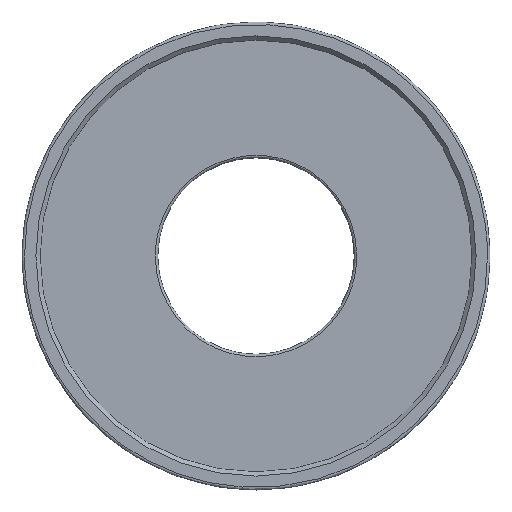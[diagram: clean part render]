
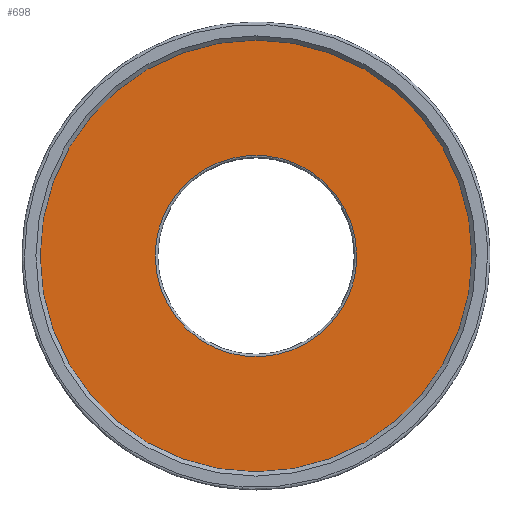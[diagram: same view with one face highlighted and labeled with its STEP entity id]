
A CAD part, top view. The second image highlights one B-rep face of the part: STEP entity #698.
In plain terms, the highlighted planar face has unit normal (0, 0, 1).
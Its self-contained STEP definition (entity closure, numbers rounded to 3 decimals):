
#17 = DIRECTION ( 'NONE',  ( 1., 0., 0. ) ) ;
#20 = FACE_BOUND ( 'NONE', #492, .T. ) ;
#46 = EDGE_CURVE ( 'NONE', #315, #252, #668, .T. ) ;
#67 = CARTESIAN_POINT ( 'NONE',  ( 12.05, 0., 3.8 ) ) ;
#104 = EDGE_CURVE ( 'NONE', #936, #936, #871, .T. ) ;
#216 = CARTESIAN_POINT ( 'NONE',  ( 12.05, 0., 3.8 ) ) ;
#221 = EDGE_CURVE ( 'NONE', #252, #315, #700, .T. ) ;
#226 = AXIS2_PLACEMENT_3D ( 'NONE', #489, #694, #17 ) ;
#252 = VERTEX_POINT ( 'NONE', #834 ) ;
#261 = CARTESIAN_POINT ( 'NONE',  ( -26.1, 0., 3.8 ) ) ;
#286 = CARTESIAN_POINT ( 'NONE',  ( -12.05, -24.1, 3.8 ) ) ;
#315 = VERTEX_POINT ( 'NONE', #67 ) ;
#349 = AXIS2_PLACEMENT_3D ( 'NONE', #730, #954, #441 ) ;
#425 = CARTESIAN_POINT ( 'NONE',  ( 12.05, 24.1, 3.8 ) ) ;
#441 = DIRECTION ( 'NONE',  ( -1., 0., 0. ) ) ;
#485 = PLANE ( 'NONE',  #226 ) ;
#489 = CARTESIAN_POINT ( 'NONE',  ( -26.1, 0., 3.8 ) ) ;
#492 = EDGE_LOOP ( 'NONE', ( #880, #773 ) ) ;
#584 = CARTESIAN_POINT ( 'NONE',  ( -12.05, 0., 3.8 ) ) ;
#625 = EDGE_LOOP ( 'NONE', ( #937 ) ) ;
#655 = CARTESIAN_POINT ( 'NONE',  ( 12.05, 0., 3.8 ) ) ;
#668 =( BOUNDED_CURVE ( )  B_SPLINE_CURVE ( 3, ( #655, #425, #875, #584 ),
 .UNSPECIFIED., .F., .F. ) 
 B_SPLINE_CURVE_WITH_KNOTS ( ( 4, 4 ),
 ( 0., 1. ),
 .UNSPECIFIED. ) 
 CURVE ( )  GEOMETRIC_REPRESENTATION_ITEM ( )  RATIONAL_B_SPLINE_CURVE ( ( 1., 0.333, 0.333, 1. ) ) 
 REPRESENTATION_ITEM ( '' )  );
#694 = DIRECTION ( 'NONE',  ( 0., 0., 1. ) ) ;
#698 = ADVANCED_FACE ( 'NONE', ( #787, #20 ), #485, .T. ) ;
#700 =( BOUNDED_CURVE ( )  B_SPLINE_CURVE ( 3, ( #913, #286, #906, #216 ),
 .UNSPECIFIED., .F., .T. ) 
 B_SPLINE_CURVE_WITH_KNOTS ( ( 4, 4 ),
 ( 0., 1. ),
 .UNSPECIFIED. ) 
 CURVE ( )  GEOMETRIC_REPRESENTATION_ITEM ( )  RATIONAL_B_SPLINE_CURVE ( ( 1., 0.333, 0.333, 1. ) ) 
 REPRESENTATION_ITEM ( '' )  );
#730 = CARTESIAN_POINT ( 'NONE',  ( 0., 0., 3.8 ) ) ;
#773 = ORIENTED_EDGE ( 'NONE', *, *, #46, .F. ) ;
#787 = FACE_OUTER_BOUND ( 'NONE', #625, .T. ) ;
#834 = CARTESIAN_POINT ( 'NONE',  ( -12.05, 0., 3.8 ) ) ;
#871 = CIRCLE ( 'NONE', #349, 26.1 ) ;
#875 = CARTESIAN_POINT ( 'NONE',  ( -12.05, 24.1, 3.8 ) ) ;
#880 = ORIENTED_EDGE ( 'NONE', *, *, #221, .F. ) ;
#906 = CARTESIAN_POINT ( 'NONE',  ( 12.05, -24.1, 3.8 ) ) ;
#913 = CARTESIAN_POINT ( 'NONE',  ( -12.05, 0., 3.8 ) ) ;
#936 = VERTEX_POINT ( 'NONE', #261 ) ;
#937 = ORIENTED_EDGE ( 'NONE', *, *, #104, .T. ) ;
#954 = DIRECTION ( 'NONE',  ( 0., 0., 1. ) ) ;
